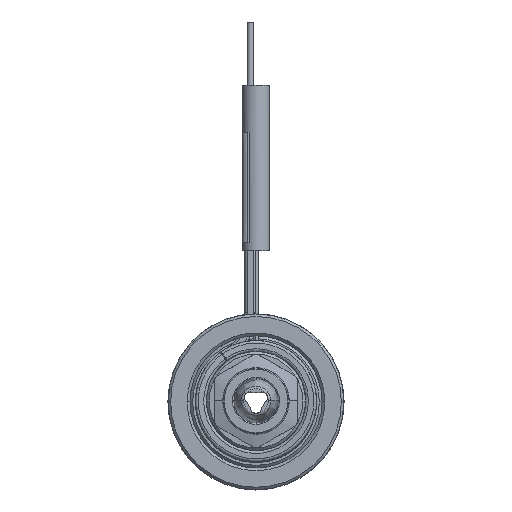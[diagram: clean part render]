
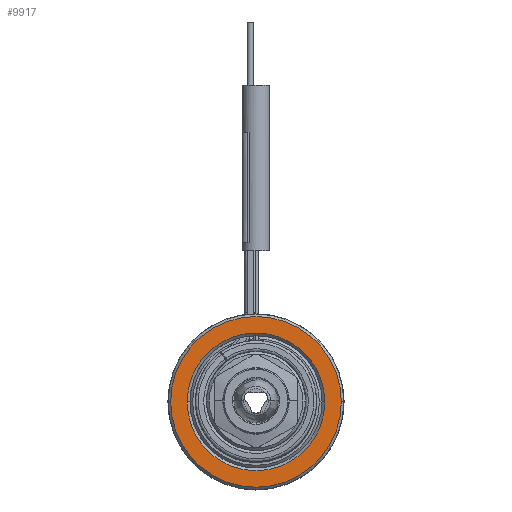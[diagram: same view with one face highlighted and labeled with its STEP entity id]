
A CAD part, top view. The second image highlights one B-rep face of the part: STEP entity #9917.
In plain terms, the highlighted planar face has unit normal (0, 0, 1).
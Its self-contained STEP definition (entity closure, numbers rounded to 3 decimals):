
#1629=CARTESIAN_POINT('',(0.,0.,25.));
#1630=DIRECTION('',(0.,0.,-1.));
#1631=DIRECTION('',(-1.,0.,0.));
#1632=AXIS2_PLACEMENT_3D('',#1629,#1630,#1631);
#1643=CARTESIAN_POINT('',(0.,0.,25.));
#1644=DIRECTION('',(0.,0.,-1.));
#1645=DIRECTION('',(1.,0.,0.));
#1646=AXIS2_PLACEMENT_3D('',#1643,#1644,#1645);
#1657=CARTESIAN_POINT('',(0.,0.,
25.));
#1658=DIRECTION('',(0.,0.,-1.));
#1659=DIRECTION('',(1.,0.,0.));
#1660=AXIS2_PLACEMENT_3D('',#1657,#1658,#1659);
#1671=CARTESIAN_POINT('',(0.,0.,25.));
#1672=DIRECTION('',(0.,0.,-1.));
#1673=DIRECTION('',(-1.,0.,0.));
#1674=AXIS2_PLACEMENT_3D('',#1671,#1672,#1673);
#7247=CARTESIAN_POINT('',(15.5,0.,25.));
#7248=CARTESIAN_POINT('',(-15.5,0.,
25.));
#7249=VERTEX_POINT('',#7247);
#7250=VERTEX_POINT('',#7248);
#7251=CARTESIAN_POINT('',(12.5,0.,25.));
#7252=CARTESIAN_POINT('',(-12.5,0.,25.));
#7253=VERTEX_POINT('',#7251);
#7254=VERTEX_POINT('',#7252);
#9902=CARTESIAN_POINT('',(0.,0.,25.));
#9903=DIRECTION('',(0.,0.,1.));
#9904=DIRECTION('',(-1.,0.,0.));
#9905=AXIS2_PLACEMENT_3D('',#9902,#9903,#9904);
#9906=PLANE('',#9905);
#9907=ORIENTED_EDGE('',*,*,#9884,.T.);
#9908=ORIENTED_EDGE('',*,*,#9869,.T.);
#9909=EDGE_LOOP('',(#9907,#9908));
#9910=FACE_OUTER_BOUND('',#9909,.F.);
#9912=ORIENTED_EDGE('',*,*,#9911,.F.);
#9914=ORIENTED_EDGE('',*,*,#9913,.F.);
#9915=EDGE_LOOP('',(#9912,#9914));
#9916=FACE_BOUND('',#9915,.F.);
#1633=CIRCLE('',#1632,15.5);
#1647=CIRCLE('',#1646,15.5);
#1661=CIRCLE('',#1660,12.5);
#1675=CIRCLE('',#1674,12.5);
#9869=EDGE_CURVE('',#7250,#7249,#1633,.T.);
#9884=EDGE_CURVE('',#7249,#7250,#1647,.T.);
#9911=EDGE_CURVE('',#7253,#7254,#1661,.T.);
#9913=EDGE_CURVE('',#7254,#7253,#1675,.T.);
#9917=ADVANCED_FACE('',(#9910,#9916),#9906,.T.);
